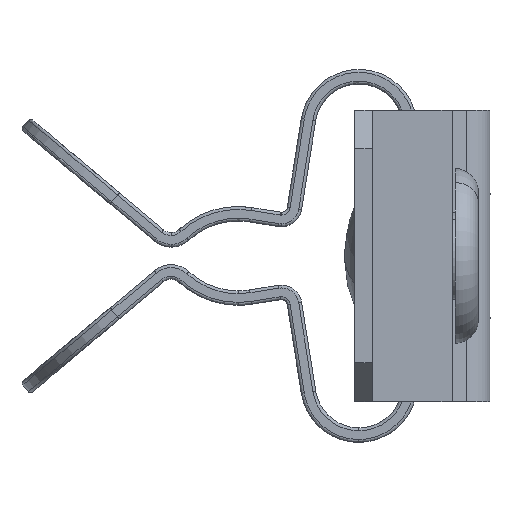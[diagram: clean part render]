
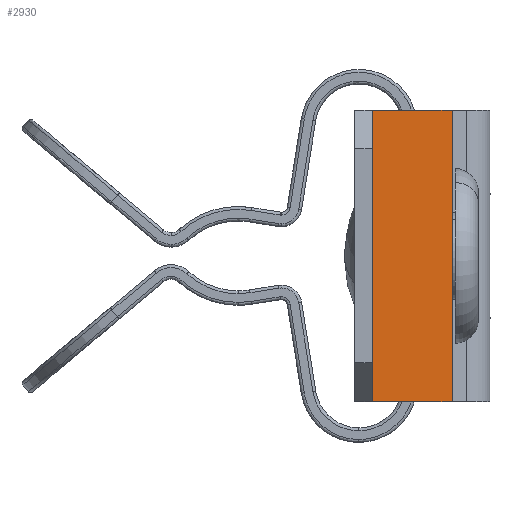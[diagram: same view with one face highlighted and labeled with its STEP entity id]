
A CAD part, left-side view. The second image highlights one B-rep face of the part: STEP entity #2930.
In plain terms, the highlighted planar face has unit normal (-1, 0, 0).
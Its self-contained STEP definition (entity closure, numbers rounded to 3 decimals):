
#335 = CARTESIAN_POINT ( 'NONE',  ( 102.835, 101.049, 252.718 ) ) ;
#454 = ORIENTED_EDGE ( 'NONE', *, *, #945, .T. ) ;
#585 = EDGE_CURVE ( 'NONE', #8704, #7466, #2601, .T. ) ;
#945 = EDGE_CURVE ( 'NONE', #7925, #8704, #7909, .T. ) ;
#987 = CARTESIAN_POINT ( 'NONE',  ( 102.835, 98.307, 252.718 ) ) ;
#1780 = CARTESIAN_POINT ( 'NONE',  ( 102.835, 0., 0. ) ) ;
#2123 = LINE ( 'NONE', #7530, #2165 ) ;
#2165 = VECTOR ( 'NONE', #11298, 1000. ) ;
#2601 = LINE ( 'NONE', #8987, #6121 ) ;
#2930 = ADVANCED_FACE ( 'NONE', ( #9132 ), #3719, .F. ) ;
#3658 = DIRECTION ( 'NONE',  ( 1., 0., 0. ) ) ;
#3719 = PLANE ( 'NONE',  #7876 ) ;
#3802 = ORIENTED_EDGE ( 'NONE', *, *, #585, .T. ) ;
#4005 = EDGE_CURVE ( 'NONE', #7466, #5780, #2123, .T. ) ;
#4268 = DIRECTION ( 'NONE',  ( 0., 0., -1. ) ) ;
#4501 = VECTOR ( 'NONE', #4960, 1000. ) ;
#4960 = DIRECTION ( 'NONE',  ( 0., 1., 0. ) ) ;
#5683 = ORIENTED_EDGE ( 'NONE', *, *, #4005, .T. ) ;
#5780 = VERTEX_POINT ( 'NONE', #7771 ) ;
#6121 = VECTOR ( 'NONE', #11638, 1000. ) ;
#6256 = EDGE_CURVE ( 'NONE', #5780, #7925, #8591, .T. ) ;
#6554 = CARTESIAN_POINT ( 'NONE',  ( 102.835, 101.049, 262.718 ) ) ;
#7432 = DIRECTION ( 'NONE',  ( 0., 0., -1. ) ) ;
#7466 = VERTEX_POINT ( 'NONE', #987 ) ;
#7530 = CARTESIAN_POINT ( 'NONE',  ( 102.835, 98.307, 262.718 ) ) ;
#7771 = CARTESIAN_POINT ( 'NONE',  ( 102.835, 98.307, 262.718 ) ) ;
#7848 = VECTOR ( 'NONE', #4268, 1000. ) ;
#7876 = AXIS2_PLACEMENT_3D ( 'NONE', #1780, #3658, #7432 ) ;
#7909 = LINE ( 'NONE', #335, #7848 ) ;
#7925 = VERTEX_POINT ( 'NONE', #6554 ) ;
#8591 = LINE ( 'NONE', #9572, #4501 ) ;
#8704 = VERTEX_POINT ( 'NONE', #11795 ) ;
#8987 = CARTESIAN_POINT ( 'NONE',  ( 102.835, 98.307, 252.718 ) ) ;
#9132 = FACE_OUTER_BOUND ( 'NONE', #10951, .T. ) ;
#9572 = CARTESIAN_POINT ( 'NONE',  ( 102.835, 101.049, 262.718 ) ) ;
#9948 = ORIENTED_EDGE ( 'NONE', *, *, #6256, .T. ) ;
#10951 = EDGE_LOOP ( 'NONE', ( #5683, #9948, #454, #3802 ) ) ;
#11298 = DIRECTION ( 'NONE',  ( 0., 0., 1. ) ) ;
#11638 = DIRECTION ( 'NONE',  ( 0., -1., 0. ) ) ;
#11795 = CARTESIAN_POINT ( 'NONE',  ( 102.835, 101.049, 252.718 ) ) ;
